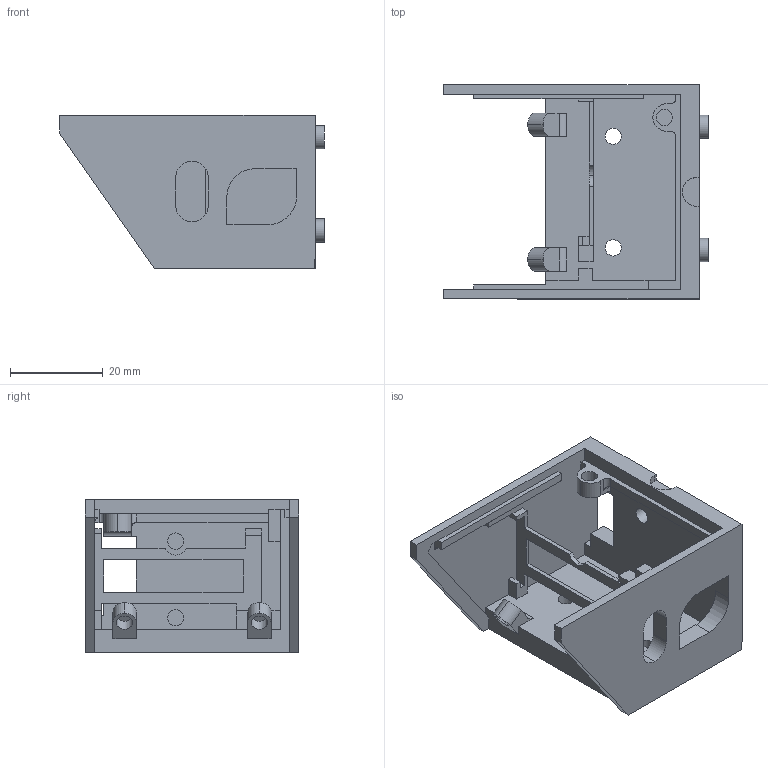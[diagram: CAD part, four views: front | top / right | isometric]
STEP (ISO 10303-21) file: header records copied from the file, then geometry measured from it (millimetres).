
FILE_DESCRIPTION(('HOOPS Exchange Step'),'2;1');
FILE_NAME('temp_export','2026-01-04T14:54:35+01:00',('robin'),('Shapr3D Limited'),'HOOPS Exchange 2025.7','Shapr3D','Authorized');
FILE_SCHEMA( ('AP242_MANAGED_MODEL_BASED_3D_ENGINEERING_MIM_LF {1 0 10303 442 1 1 4}') );
Length unit declared in the file: millimetre
Products named in the file (1): root
Bounding box: 57 x 46 x 33 mm (x, y, z)
Volume: 17184.8 mm3; surface area: 13578.9 mm2
Topology: 1 solids, 1 shells, 165 faces, 466 edges, 313 vertices
Faces by surface type: plane 121, cylinder 40, bspline 4
Full cylindrical faces by diameter (mm): 3.5 x11, 5 x4
Entity records: 5548 total; most frequent: CARTESIAN_POINT 1136, ORIENTED_EDGE 932, DIRECTION 871, EDGE_CURVE 466, VECTOR 369, LINE 369, VERTEX_POINT 313, AXIS2_PLACEMENT_3D 251
